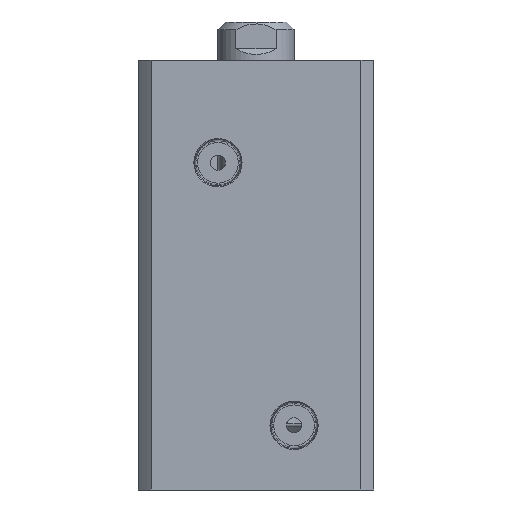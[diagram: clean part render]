
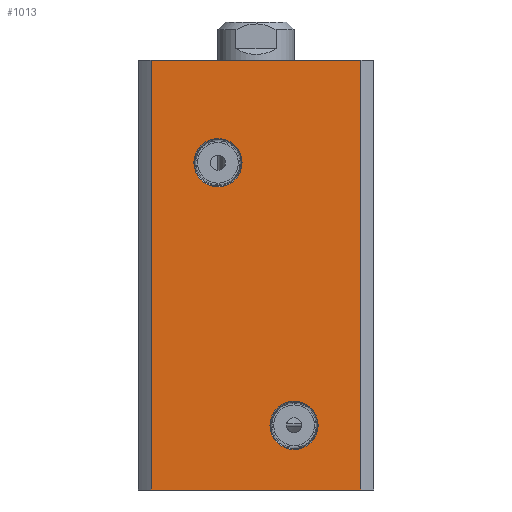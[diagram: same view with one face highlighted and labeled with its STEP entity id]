
A CAD part, left-side view. The second image highlights one B-rep face of the part: STEP entity #1013.
In plain terms, the highlighted planar face has unit normal (-1, 0, 0).
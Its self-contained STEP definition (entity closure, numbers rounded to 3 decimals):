
#348 = DIRECTION ( 'NONE',  ( 0., 0., 1. ) ) ;
#618 = EDGE_LOOP ( 'NONE', ( #9860, #20590 ) ) ;
#952 = EDGE_LOOP ( 'NONE', ( #14643, #22906 ) ) ;
#995 = EDGE_CURVE ( 'NONE', #13207, #2635, #10159, .T. ) ;
#1013 = ADVANCED_FACE ( 'NONE', ( #13635, #18254, #8697 ), #10315, .F. ) ;
#1278 = CIRCLE ( 'NONE', #19631, 6.335 ) ;
#1326 = EDGE_CURVE ( 'NONE', #5184, #2635, #10730, .T. ) ;
#1683 = LINE ( 'NONE', #10754, #23910 ) ;
#1880 = CARTESIAN_POINT ( 'NONE',  ( -31., 27.591, -56.5 ) ) ;
#1963 = CARTESIAN_POINT ( 'NONE',  ( -31., -10., -39.5 ) ) ;
#1966 = ORIENTED_EDGE ( 'NONE', *, *, #995, .F. ) ;
#2375 = CARTESIAN_POINT ( 'NONE',  ( -31., 27.591, 56.5 ) ) ;
#2538 = VECTOR ( 'NONE', #16592, 1000. ) ;
#2635 = VERTEX_POINT ( 'NONE', #18549 ) ;
#2979 = CARTESIAN_POINT ( 'NONE',  ( -31., 10., 29.5 ) ) ;
#3353 = EDGE_LOOP ( 'NONE', ( #13611, #1966, #11163, #19629 ) ) ;
#3475 = CARTESIAN_POINT ( 'NONE',  ( -31., 27.591, 56.5 ) ) ;
#3514 = DIRECTION ( 'NONE',  ( -1., 0., 0. ) ) ;
#3872 = CIRCLE ( 'NONE', #22576, 6.335 ) ;
#4257 = AXIS2_PLACEMENT_3D ( 'NONE', #2979, #10246, #15606 ) ;
#4417 = AXIS2_PLACEMENT_3D ( 'NONE', #13561, #9680, #11474 ) ;
#4641 = EDGE_CURVE ( 'NONE', #16090, #5506, #6901, .T. ) ;
#4788 = CIRCLE ( 'NONE', #4257, 6.335 ) ;
#5184 = VERTEX_POINT ( 'NONE', #7564 ) ;
#5506 = VERTEX_POINT ( 'NONE', #14486 ) ;
#6901 = CIRCLE ( 'NONE', #4417, 6.335 ) ;
#6981 = VERTEX_POINT ( 'NONE', #18995 ) ;
#7481 = DIRECTION ( 'NONE',  ( 0., -1., 0. ) ) ;
#7564 = CARTESIAN_POINT ( 'NONE',  ( -31., 27.591, -56.5 ) ) ;
#7781 = VERTEX_POINT ( 'NONE', #15735 ) ;
#8454 = CARTESIAN_POINT ( 'NONE',  ( -31., -27.591, 56.5 ) ) ;
#8697 = FACE_OUTER_BOUND ( 'NONE', #3353, .T. ) ;
#8721 = CARTESIAN_POINT ( 'NONE',  ( -31., -27.591, 56.5 ) ) ;
#8994 = DIRECTION ( 'NONE',  ( 0., 0., 1. ) ) ;
#9075 = CARTESIAN_POINT ( 'NONE',  ( -31., 10., 29.5 ) ) ;
#9680 = DIRECTION ( 'NONE',  ( -1., 0., 0. ) ) ;
#9860 = ORIENTED_EDGE ( 'NONE', *, *, #4641, .F. ) ;
#10159 = LINE ( 'NONE', #8454, #21166 ) ;
#10246 = DIRECTION ( 'NONE',  ( -1., 0., 0. ) ) ;
#10315 = PLANE ( 'NONE',  #17693 ) ;
#10730 = LINE ( 'NONE', #1880, #22912 ) ;
#10754 = CARTESIAN_POINT ( 'NONE',  ( -31., 27.591, 56.5 ) ) ;
#10949 = VERTEX_POINT ( 'NONE', #2375 ) ;
#11163 = ORIENTED_EDGE ( 'NONE', *, *, #16764, .F. ) ;
#11349 = EDGE_CURVE ( 'NONE', #7781, #6981, #4788, .T. ) ;
#11474 = DIRECTION ( 'NONE',  ( 0., 0., 1. ) ) ;
#12161 = DIRECTION ( 'NONE',  ( 1., 0., 0. ) ) ;
#13207 = VERTEX_POINT ( 'NONE', #8721 ) ;
#13561 = CARTESIAN_POINT ( 'NONE',  ( -31., -10., -39.5 ) ) ;
#13611 = ORIENTED_EDGE ( 'NONE', *, *, #1326, .T. ) ;
#13635 = FACE_BOUND ( 'NONE', #952, .T. ) ;
#14486 = CARTESIAN_POINT ( 'NONE',  ( -31., -10., -45.835 ) ) ;
#14643 = ORIENTED_EDGE ( 'NONE', *, *, #11349, .F. ) ;
#15606 = DIRECTION ( 'NONE',  ( 0., 0., 1. ) ) ;
#15735 = CARTESIAN_POINT ( 'NONE',  ( -31., 10., 35.835 ) ) ;
#15950 = EDGE_CURVE ( 'NONE', #10949, #5184, #19308, .T. ) ;
#16090 = VERTEX_POINT ( 'NONE', #22761 ) ;
#16592 = DIRECTION ( 'NONE',  ( 0., 0., -1. ) ) ;
#16728 = DIRECTION ( 'NONE',  ( -1., 0., 0. ) ) ;
#16764 = EDGE_CURVE ( 'NONE', #10949, #13207, #1683, .T. ) ;
#17609 = DIRECTION ( 'NONE',  ( 0., 0., -1. ) ) ;
#17693 = AXIS2_PLACEMENT_3D ( 'NONE', #23259, #12161, #19480 ) ;
#18254 = FACE_BOUND ( 'NONE', #618, .T. ) ;
#18276 = DIRECTION ( 'NONE',  ( 0., -1., 0. ) ) ;
#18549 = CARTESIAN_POINT ( 'NONE',  ( -31., -27.591, -56.5 ) ) ;
#18995 = CARTESIAN_POINT ( 'NONE',  ( -31., 10., 23.165 ) ) ;
#19308 = LINE ( 'NONE', #3475, #2538 ) ;
#19480 = DIRECTION ( 'NONE',  ( 0., 1., 0. ) ) ;
#19629 = ORIENTED_EDGE ( 'NONE', *, *, #15950, .T. ) ;
#19631 = AXIS2_PLACEMENT_3D ( 'NONE', #9075, #3514, #8994 ) ;
#20590 = ORIENTED_EDGE ( 'NONE', *, *, #21039, .F. ) ;
#21039 = EDGE_CURVE ( 'NONE', #5506, #16090, #3872, .T. ) ;
#21166 = VECTOR ( 'NONE', #17609, 1000. ) ;
#21997 = EDGE_CURVE ( 'NONE', #6981, #7781, #1278, .T. ) ;
#22576 = AXIS2_PLACEMENT_3D ( 'NONE', #1963, #16728, #348 ) ;
#22761 = CARTESIAN_POINT ( 'NONE',  ( -31., -10., -33.165 ) ) ;
#22906 = ORIENTED_EDGE ( 'NONE', *, *, #21997, .F. ) ;
#22912 = VECTOR ( 'NONE', #7481, 1000. ) ;
#23259 = CARTESIAN_POINT ( 'NONE',  ( -31., 27.591, 56.5 ) ) ;
#23910 = VECTOR ( 'NONE', #18276, 1000. ) ;
